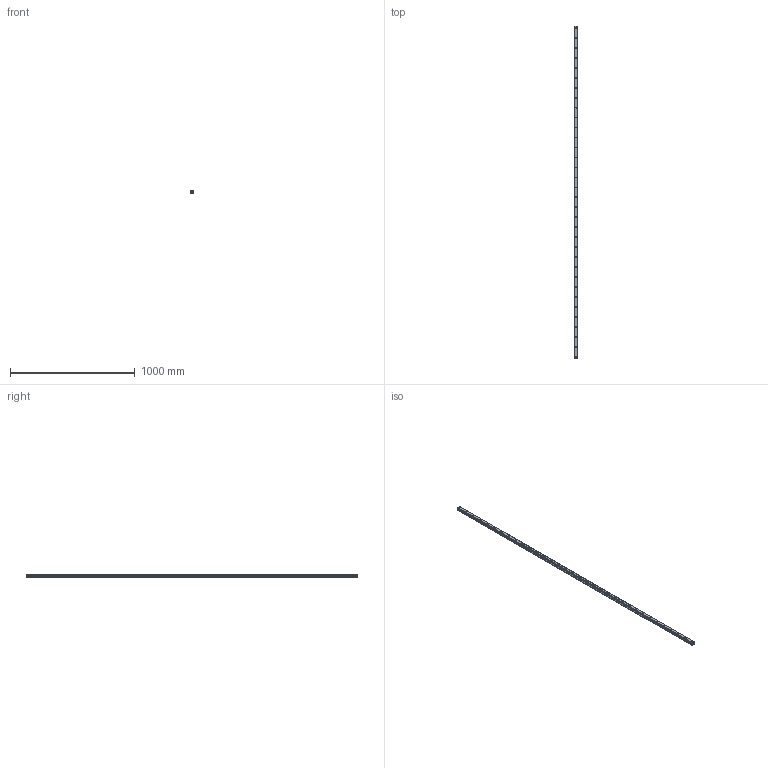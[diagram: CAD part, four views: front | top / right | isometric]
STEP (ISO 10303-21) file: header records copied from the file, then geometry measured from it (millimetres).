
FILE_DESCRIPTION(('STEP AP214'),'1');
FILE_NAME('cctmp_CC86A82E-3C5C-4FDE-8CFF-0640E01D886F_2020_6_24_8_57_24_421..stp','2020-06-24T06:57:24',('HIWIN GmbH'),('CADClick - www.CADClick.com'),'Spatial InterOp 3D',' ','unknown authorization');
FILE_SCHEMA(('AUTOMOTIVE_DESIGN'));
Length unit declared in the file: millimetre
Products named in the file (1): HGR30R2660H_FILE
Bounding box: 28 x 2660 x 26 mm (x, y, z)
Volume: 1545731.6 mm3; surface area: 330511 mm2
Topology: 1 solids, 1 shells, 421 faces, 939 edges, 626 vertices
Faces by surface type: cylinder 226, plane 195
Entity records: 15257 total; most frequent: DIRECTION 2235, CARTESIAN_POINT 1987, ORIENTED_EDGE 1878, EDGE_CURVE 939, AXIS2_PLACEMENT_3D 874, VERTEX_POINT 626, EDGE_LOOP 527, LINE 487
